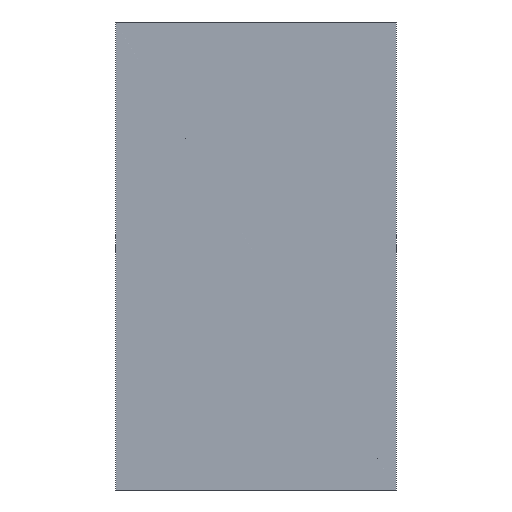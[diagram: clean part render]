
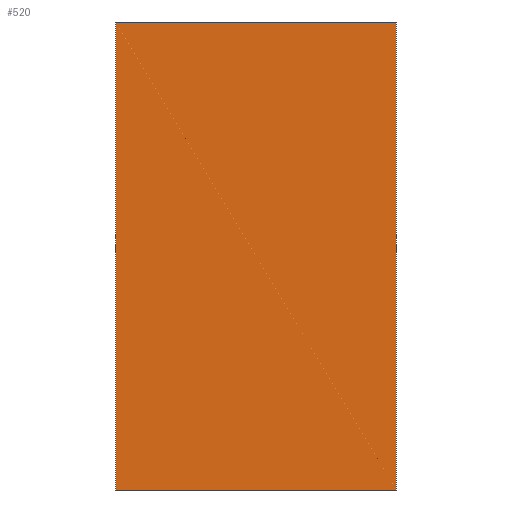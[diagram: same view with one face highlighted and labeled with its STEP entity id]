
A CAD part, left-side view. The second image highlights one B-rep face of the part: STEP entity #520.
In plain terms, the highlighted planar face has unit normal (-1, 0, 0).
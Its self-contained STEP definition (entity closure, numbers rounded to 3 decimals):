
#481=CARTESIAN_POINT('',(9.021,12.667,0.0));
#482=DIRECTION('',(-1.0,0.0,0.0));
#483=DIRECTION('',(0.0,0.0,1.0));
#484=AXIS2_PLACEMENT_3D('',#481,#482,#483);
#485=PLANE('',#484);
#486=CARTESIAN_POINT('',(9.021,12.667,100.0));
#487=VERTEX_POINT('',#486);
#488=CARTESIAN_POINT('',(9.021,72.667,100.0));
#489=VERTEX_POINT('',#488);
#490=CARTESIAN_POINT('',(9.021,12.667,100.0));
#491=DIRECTION('',(0.0,1.0,0.0));
#492=VECTOR('',#491,60.0);
#493=LINE('',#490,#492);
#494=EDGE_CURVE('',#487,#489,#493,.T.);
#495=ORIENTED_EDGE('',*,*,#494,.T.);
#496=CARTESIAN_POINT('',(9.021,72.667,0.0));
#497=VERTEX_POINT('',#496);
#498=CARTESIAN_POINT('',(9.021,72.667,0.0));
#499=DIRECTION('',(0.0,0.0,1.0));
#500=VECTOR('',#499,100.0);
#501=LINE('',#498,#500);
#502=EDGE_CURVE('',#497,#489,#501,.T.);
#503=ORIENTED_EDGE('',*,*,#502,.F.);
#504=CARTESIAN_POINT('',(9.021,12.667,0.0));
#505=VERTEX_POINT('',#504);
#506=CARTESIAN_POINT('',(9.021,72.667,0.0));
#507=DIRECTION('',(0.0,-1.0,0.0));
#508=VECTOR('',#507,60.0);
#509=LINE('',#506,#508);
#510=EDGE_CURVE('',#497,#505,#509,.T.);
#511=ORIENTED_EDGE('',*,*,#510,.T.);
#512=CARTESIAN_POINT('',(9.021,12.667,0.0));
#513=DIRECTION('',(0.0,0.0,1.0));
#514=VECTOR('',#513,100.0);
#515=LINE('',#512,#514);
#516=EDGE_CURVE('',#505,#487,#515,.T.);
#517=ORIENTED_EDGE('',*,*,#516,.T.);
#518=EDGE_LOOP('',(#495,#503,#511,#517));
#519=FACE_OUTER_BOUND('',#518,.T.);
#520=ADVANCED_FACE('',(#519),#485,.T.);
